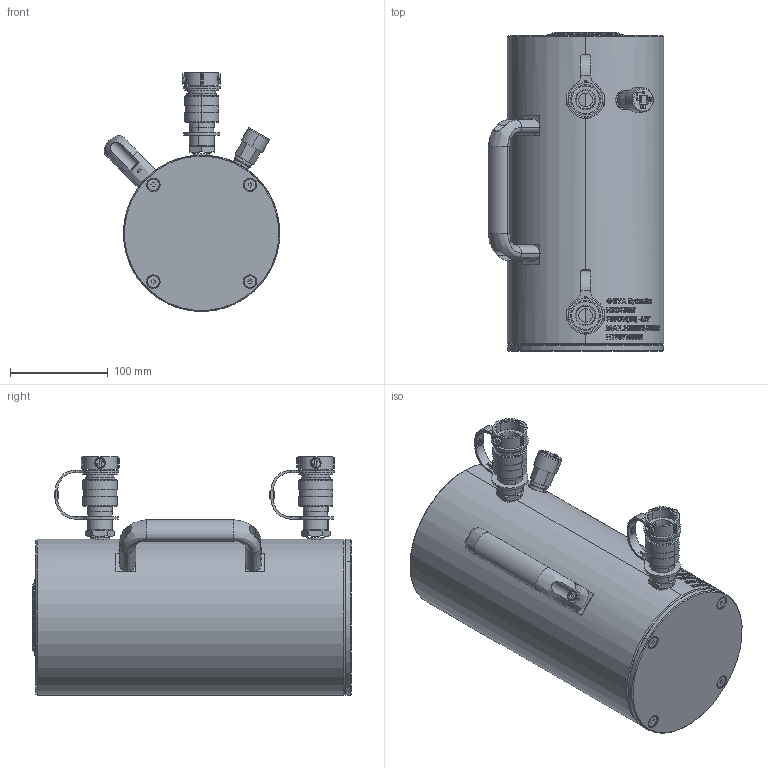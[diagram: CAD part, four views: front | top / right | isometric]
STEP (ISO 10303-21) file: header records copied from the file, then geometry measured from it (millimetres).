
FILE_DESCRIPTION (( 'STEP AP214' ), '1' );
FILE_NAME ('M2706.STEP', '2019-09-17T00:21:58', ( '' ), ( '' ), 'SwSTEP 2.0', 'SolidWorks 2019', '' );
FILE_SCHEMA (( 'AUTOMOTIVE_DESIGN' ));
Length unit declared in the file: millimetre
Products named in the file (1): M2706
Bounding box: 179.7 x 326 x 244.37 mm (x, y, z)
Surface area: 344207.5 mm2 (no closed solid volume)
Topology: 0 solids, 100 shells, 843 faces, 3847 edges, 3051 vertices
Faces by surface type: cylinder 375, plane 296, cone 88, bspline 59, torus 14, sphere 11
Entity records: 61498 total; most frequent: CARTESIAN_POINT 24333, ORIENTED_EDGE 5327, DIRECTION 5016, EDGE_CURVE 3836, VERTEX_POINT 3051, AXIS2_PLACEMENT_3D 1795, LINE 1426, VECTOR 1426
